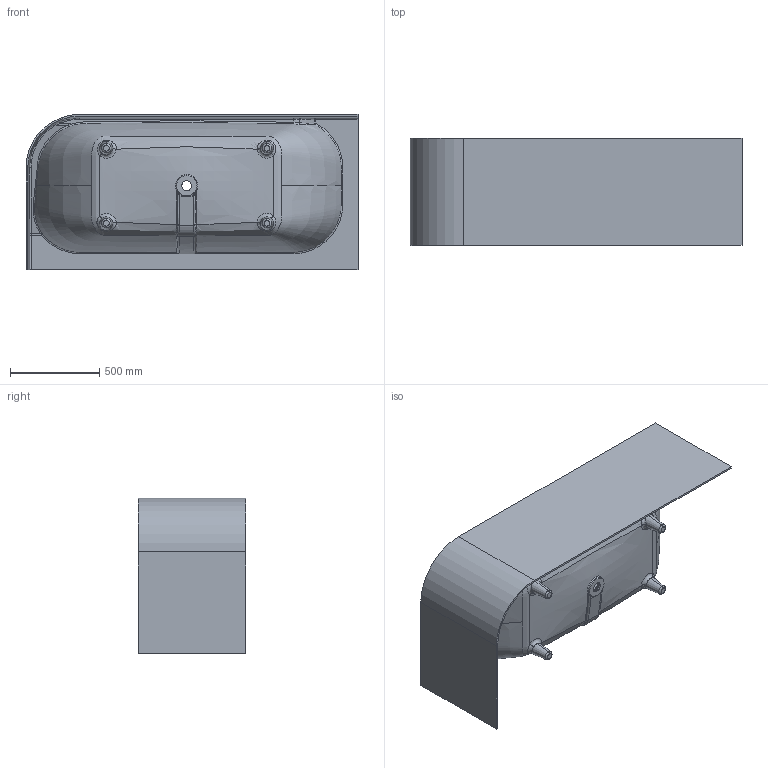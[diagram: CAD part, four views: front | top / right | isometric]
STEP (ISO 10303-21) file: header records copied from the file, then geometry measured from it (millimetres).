
FILE_DESCRIPTION (( 'STEP AP214' ), '1' );
FILE_NAME ('Maria.STEP', '2024-01-24T10:55:21', ( '' ), ( '' ), 'SwSTEP 2.0', 'SolidWorks 2020', '' );
FILE_SCHEMA (( 'AUTOMOTIVE_DESIGN' ));
Length unit declared in the file: millimetre
Products named in the file (1): Maria
Bounding box: 1860 x 600 x 870 mm (x, y, z)
Volume: 75529654.2 mm3; surface area: 8322536.4 mm2
Topology: 1 solids, 1 shells, 158 faces, 415 edges, 259 vertices
Faces by surface type: bspline 81, plane 29, cylinder 22, cone 13, torus 11, sphere 2
Entity records: 46883 total; most frequent: CARTESIAN_POINT 43573, ORIENTED_EDGE 828, DIRECTION 495, EDGE_CURVE 414, VERTEX_POINT 259, AXIS2_PLACEMENT_3D 203, B_SPLINE_CURVE_WITH_KNOTS 195, EDGE_LOOP 163
